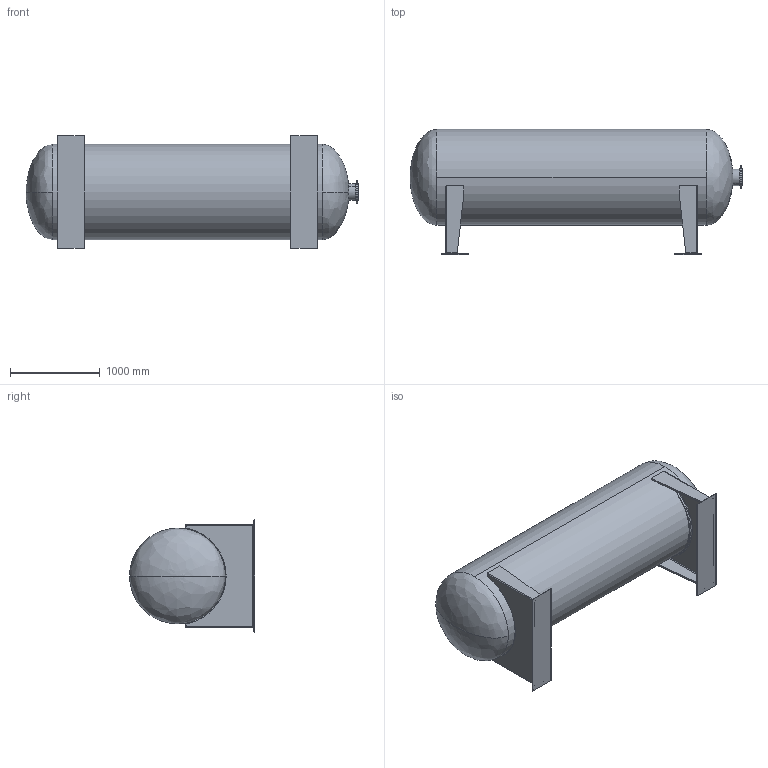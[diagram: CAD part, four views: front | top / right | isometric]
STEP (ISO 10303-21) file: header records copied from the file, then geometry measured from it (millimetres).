
FILE_DESCRIPTION (( 'STEP AP203' ), '1' );
FILE_NAME ('Default.STEP', '2025-05-13T16:44:27', '' );
FILE_SCHEMA (( 'CONFIG_CONTROL_DESIGN' ));
Length unit declared in the file: inch
Products named in the file (1): Default
Bounding box: 3700 x 1393.4 x 1250.59 mm (x, y, z)
Volume: 202208661.8 mm3; surface area: 29634488.1 mm2
Topology: 1 solids, 2 shells, 134 faces, 356 edges, 218 vertices
Faces by surface type: cylinder 72, plane 40, bspline 12, torus 10
Entity records: 4861 total; most frequent: CARTESIAN_POINT 1521, ORIENTED_EDGE 696, DIRECTION 686, EDGE_CURVE 348, AXIS2_PLACEMENT_3D 259, VERTEX_POINT 218, VECTOR 168, LINE 168
